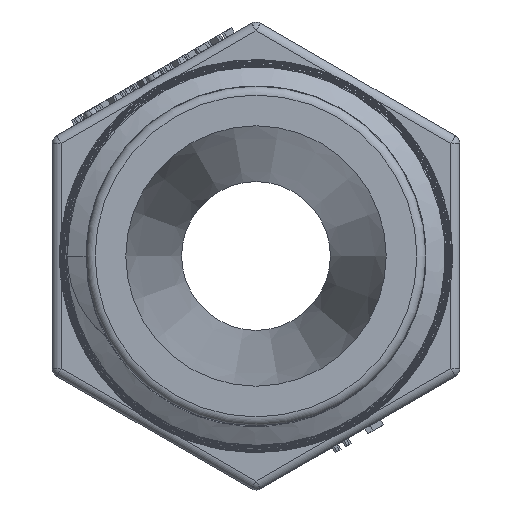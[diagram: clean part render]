
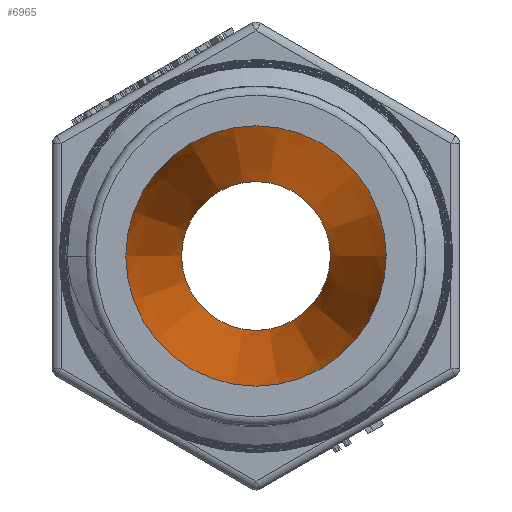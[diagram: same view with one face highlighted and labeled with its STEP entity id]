
A CAD part, left-side view. The second image highlights one B-rep face of the part: STEP entity #6965.
In plain terms, the highlighted conical face has half-angle 8.531 degrees and reference radius 8.731 mm.
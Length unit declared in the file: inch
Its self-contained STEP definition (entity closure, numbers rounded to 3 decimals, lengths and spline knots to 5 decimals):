
#145=CONICAL_SURFACE($,#7299,0.34375,8.531);
#2046=FACE_BOUND($,#2860,.T.);
#2420=FACE_OUTER_BOUND($,#2859,.T.);
#2859=EDGE_LOOP($,(#6574));
#2860=EDGE_LOOP($,(#6575));
#2892=CIRCLE($,#7009,0.4375);
#2925=CIRCLE($,#7298,0.25);
#3003=VERTEX_POINT($,#10344);
#3587=VERTEX_POINT($,#21110);
#3665=EDGE_CURVE($,#3003,#3003,#2892,.T.);
#4583=EDGE_CURVE($,#3587,#3587,#2925,.T.);
#6574=ORIENTED_EDGE($,*,*,#3665,.F.);
#6575=ORIENTED_EDGE($,*,*,#4583,.T.);
#6965=ADVANCED_FACE($,(#2420,#2046),#145,.F.);
#7009=AXIS2_PLACEMENT_3D($,#10345,#7397,#7398);
#7298=AXIS2_PLACEMENT_3D($,#21111,#8613,#8614);
#7299=AXIS2_PLACEMENT_3D($,#21112,#8615,#8616);
#7397=DIRECTION('center_axis',(1.,0.,0.));
#7398=DIRECTION('ref_axis',(0.,0.,-1.));
#8613=DIRECTION('center_axis',(1.,0.,0.));
#8614=DIRECTION('ref_axis',(0.,0.,-1.));
#8615=DIRECTION('center_axis',(-1.,0.,0.));
#8616=DIRECTION('ref_axis',(0.,1.,0.));
#10344=CARTESIAN_POINT('',(0.,0.4375,0.));
#10345=CARTESIAN_POINT('Origin',(0.,0.,0.));
#21110=CARTESIAN_POINT('',(1.25,0.25,0.));
#21111=CARTESIAN_POINT('Origin',(1.25,0.,0.));
#21112=CARTESIAN_POINT('Origin',(0.625,0.,0.));
